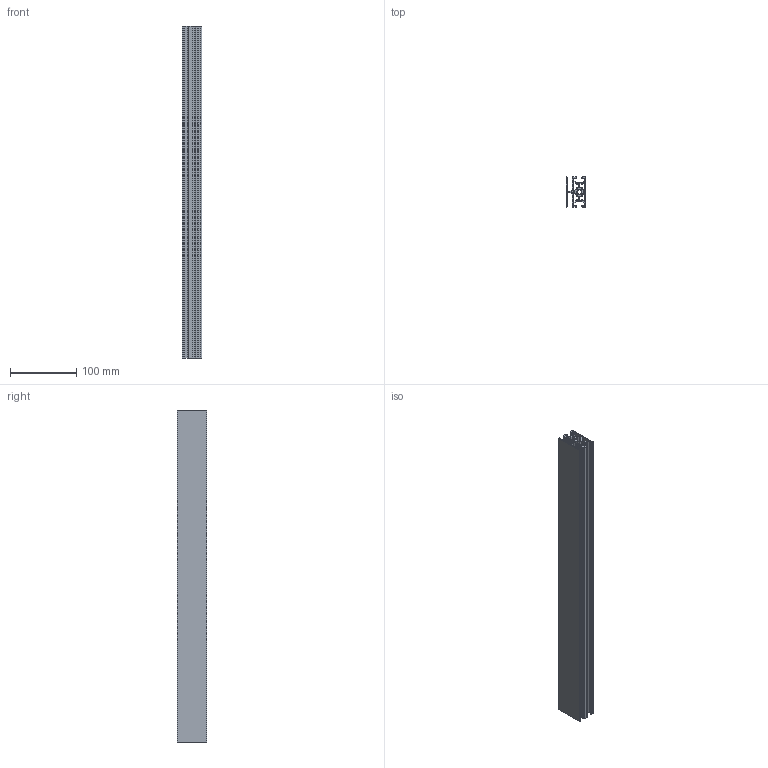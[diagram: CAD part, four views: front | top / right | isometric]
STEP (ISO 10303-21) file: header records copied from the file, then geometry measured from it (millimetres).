
FILE_DESCRIPTION (( 'STEP AP203' ), '1' );
FILE_NAME ('8 GRILLE 30X45.STEP', '2012-06-01T06:36:31', ( 'alle' ), ( 'Hewlett-Packard Company' ), 'SwSTEP 2.0', 'SolidWorks 2011', '' );
FILE_SCHEMA (( 'CONFIG_CONTROL_DESIGN' ));
Length unit declared in the file: millimetre
Products named in the file (1): M ATP B8 3045SG40
Bounding box: 30 x 45 x 500 mm (x, y, z)
Volume: 222089.4 mm3; surface area: 249463.1 mm2
Topology: 1 solids, 1 shells, 225 faces, 669 edges, 446 vertices
Faces by surface type: plane 152, cylinder 73
Entity records: 7626 total; most frequent: CARTESIAN_POINT 1341, ORIENTED_EDGE 1338, DIRECTION 1267, EDGE_CURVE 669, VECTOR 523, LINE 523, VERTEX_POINT 446, AXIS2_PLACEMENT_3D 372
